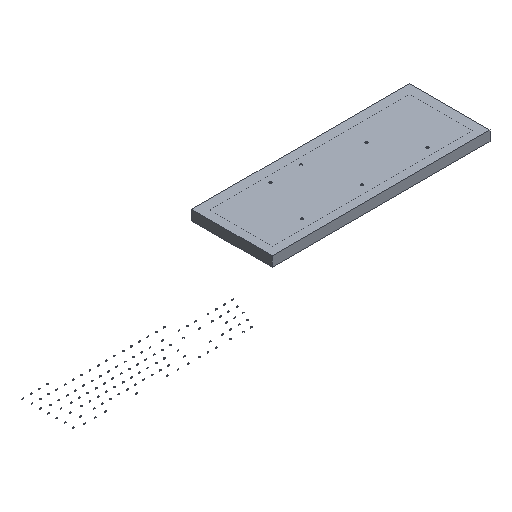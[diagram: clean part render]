
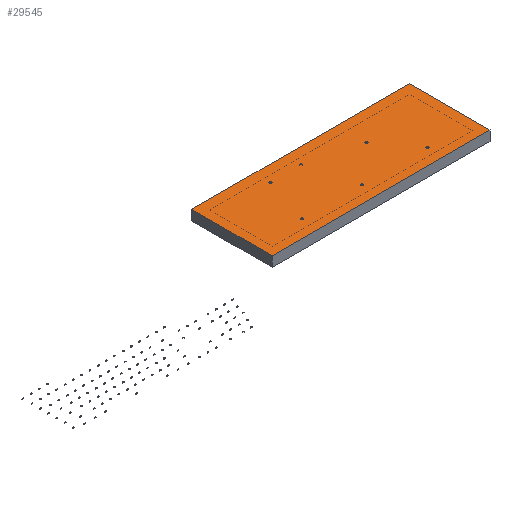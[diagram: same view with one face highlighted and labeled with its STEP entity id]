
A CAD part, isometric view. The second image highlights one B-rep face of the part: STEP entity #29545.
In plain terms, the highlighted planar face has unit normal (0, 0, 1).
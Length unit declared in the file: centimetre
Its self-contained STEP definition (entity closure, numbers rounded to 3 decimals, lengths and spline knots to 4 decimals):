
#1172=CIRCLE('',#30989,0.17);
#1174=CIRCLE('',#30993,0.17);
#1176=CIRCLE('',#30997,0.17);
#1178=CIRCLE('',#31001,0.17);
#1180=CIRCLE('',#31005,0.17);
#1182=CIRCLE('',#31009,0.17);
#2361=FACE_BOUND('',#5178,.T.);
#2362=FACE_BOUND('',#5179,.T.);
#2363=FACE_BOUND('',#5180,.T.);
#2364=FACE_BOUND('',#5181,.T.);
#2365=FACE_BOUND('',#5182,.T.);
#2366=FACE_BOUND('',#5183,.T.);
#3773=FACE_OUTER_BOUND('',#5177,.T.);
#5177=EDGE_LOOP('',(#20676,#20677,#20678,#20679));
#5178=EDGE_LOOP('',(#20680));
#5179=EDGE_LOOP('',(#20681));
#5180=EDGE_LOOP('',(#20682));
#5181=EDGE_LOOP('',(#20683));
#5182=EDGE_LOOP('',(#20684));
#5183=EDGE_LOOP('',(#20685));
#7946=LINE('',#42030,#10850);
#7950=LINE('',#42038,#10854);
#7953=LINE('',#42044,#10857);
#7956=LINE('',#42049,#10860);
#10850=VECTOR('',#33710,1.);
#10854=VECTOR('',#33716,1.);
#10857=VECTOR('',#33721,1.);
#10860=VECTOR('',#33726,1.);
#13744=VERTEX_POINT('',#42028);
#13745=VERTEX_POINT('',#42029);
#13748=VERTEX_POINT('',#42037);
#13750=VERTEX_POINT('',#42043);
#13764=VERTEX_POINT('',#42090);
#13766=VERTEX_POINT('',#42097);
#13768=VERTEX_POINT('',#42104);
#13770=VERTEX_POINT('',#42111);
#13772=VERTEX_POINT('',#42118);
#13774=VERTEX_POINT('',#42125);
#16470=EDGE_CURVE('',#13744,#13745,#7946,.T.);
#16474=EDGE_CURVE('',#13745,#13748,#7950,.T.);
#16477=EDGE_CURVE('',#13748,#13750,#7953,.T.);
#16480=EDGE_CURVE('',#13750,#13744,#7956,.T.);
#16500=EDGE_CURVE('',#13764,#13764,#1172,.T.);
#16503=EDGE_CURVE('',#13766,#13766,#1174,.T.);
#16506=EDGE_CURVE('',#13768,#13768,#1176,.T.);
#16509=EDGE_CURVE('',#13770,#13770,#1178,.T.);
#16512=EDGE_CURVE('',#13772,#13772,#1180,.T.);
#16515=EDGE_CURVE('',#13774,#13774,#1182,.T.);
#20676=ORIENTED_EDGE('',*,*,#16480,.T.);
#20677=ORIENTED_EDGE('',*,*,#16470,.T.);
#20678=ORIENTED_EDGE('',*,*,#16474,.T.);
#20679=ORIENTED_EDGE('',*,*,#16477,.T.);
#20680=ORIENTED_EDGE('',*,*,#16512,.T.);
#20681=ORIENTED_EDGE('',*,*,#16506,.T.);
#20682=ORIENTED_EDGE('',*,*,#16500,.T.);
#20683=ORIENTED_EDGE('',*,*,#16503,.T.);
#20684=ORIENTED_EDGE('',*,*,#16509,.T.);
#20685=ORIENTED_EDGE('',*,*,#16515,.T.);
#28736=PLANE('',#31011);
#29545=ADVANCED_FACE('',(#3773,#2361,#2362,#2363,#2364,#2365,#2366),#28736,
 .T.);
#30989=AXIS2_PLACEMENT_3D('',#42091,#33776,#33777);
#30993=AXIS2_PLACEMENT_3D('',#42098,#33785,#33786);
#30997=AXIS2_PLACEMENT_3D('',#42105,#33794,#33795);
#31001=AXIS2_PLACEMENT_3D('',#42112,#33803,#33804);
#31005=AXIS2_PLACEMENT_3D('',#42119,#33812,#33813);
#31009=AXIS2_PLACEMENT_3D('',#42126,#33821,#33822);
#31011=AXIS2_PLACEMENT_3D('',#42130,#33826,#33827);
#33710=DIRECTION('',(1.,0.,0.));
#33716=DIRECTION('',(0.,1.,0.));
#33721=DIRECTION('',(-1.,0.,0.));
#33726=DIRECTION('',(0.,-1.,0.));
#33776=DIRECTION('center_axis',(0.,0.,-1.));
#33777=DIRECTION('ref_axis',(1.,0.,0.));
#33785=DIRECTION('center_axis',(0.,0.,-1.));
#33786=DIRECTION('ref_axis',(1.,0.,0.));
#33794=DIRECTION('center_axis',(0.,0.,-1.));
#33795=DIRECTION('ref_axis',(1.,0.,0.));
#33803=DIRECTION('center_axis',(0.,0.,-1.));
#33804=DIRECTION('ref_axis',(1.,0.,0.));
#33812=DIRECTION('center_axis',(0.,0.,-1.));
#33813=DIRECTION('ref_axis',(1.,0.,0.));
#33821=DIRECTION('center_axis',(0.,0.,-1.));
#33822=DIRECTION('ref_axis',(1.,0.,0.));
#33826=DIRECTION('center_axis',(0.,0.,1.));
#33827=DIRECTION('ref_axis',(1.,0.,0.));
#42028=CARTESIAN_POINT('',(762.4702,119.1269,5.));
#42029=CARTESIAN_POINT('',(812.5702,119.1269,5.));
#42030=CARTESIAN_POINT('',(762.4702,119.1269,5.));
#42037=CARTESIAN_POINT('',(812.5702,137.6269,5.));
#42038=CARTESIAN_POINT('',(812.5702,119.1269,5.));
#42043=CARTESIAN_POINT('',(762.4702,137.6269,5.));
#42044=CARTESIAN_POINT('',(812.5702,137.6269,5.));
#42049=CARTESIAN_POINT('',(762.4702,137.6269,5.));
#42090=CARTESIAN_POINT('',(801.83,123.,5.));
#42091=CARTESIAN_POINT('Origin',(802.,123.,5.));
#42097=CARTESIAN_POINT('',(773.118,123.1229,5.));
#42098=CARTESIAN_POINT('Origin',(773.288,123.1229,5.));
#42104=CARTESIAN_POINT('',(776.83,134.,5.));
#42105=CARTESIAN_POINT('Origin',(777.,134.,5.));
#42111=CARTESIAN_POINT('',(786.83,123.,5.));
#42112=CARTESIAN_POINT('Origin',(787.,123.,5.));
#42118=CARTESIAN_POINT('',(795.83,131.,5.));
#42119=CARTESIAN_POINT('Origin',(796.,131.,5.));
#42125=CARTESIAN_POINT('',(783.83,134.,5.));
#42126=CARTESIAN_POINT('Origin',(784.,134.,5.));
#42130=CARTESIAN_POINT('Origin',(784.,134.,5.));
